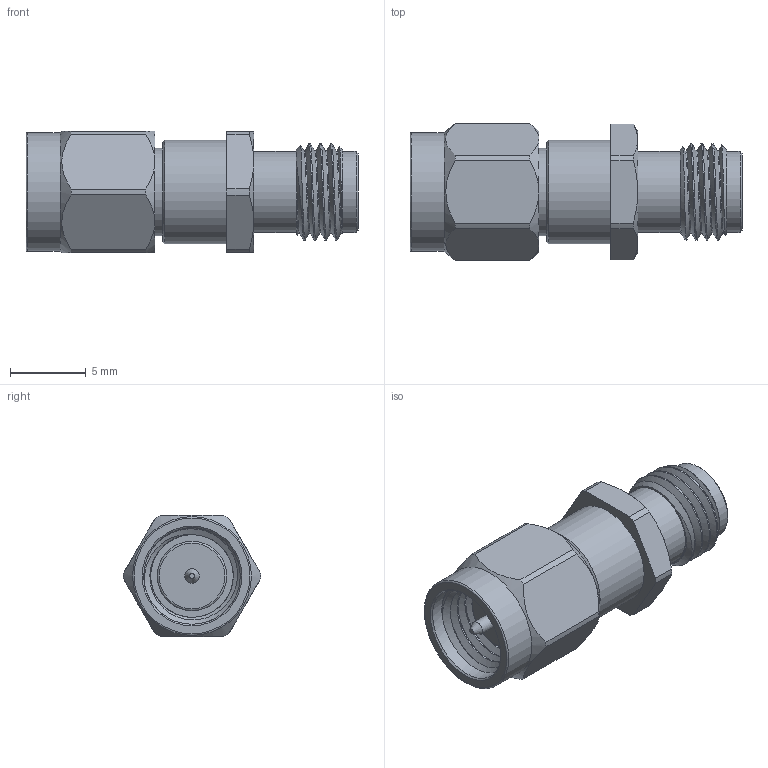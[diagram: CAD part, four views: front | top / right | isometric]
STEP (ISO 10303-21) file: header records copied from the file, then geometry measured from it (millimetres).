
FILE_DESCRIPTION (( 'STEP AP203' ), '1' );
FILE_NAME ('SD3244_3D.step', '2022-01-17T19:08:48', ( '' ), ( '' ), 'SwSTEP 2.0', 'SolidWorks 2021', '' );
FILE_SCHEMA (( 'CONFIG_CONTROL_DESIGN' ));
Length unit declared in the file: inch
Products named in the file (1): SD3244_3D
Bounding box: 21.84 x 9.02 x 8 mm (x, y, z)
Volume: 739.7 mm3; surface area: 903.2 mm2
Topology: 1 solids, 1 shells, 85 faces, 190 edges, 119 vertices
Faces by surface type: plane 26, cylinder 26, cone 25, bspline 6, torus 2
Full cylindrical faces by diameter (mm): 0.94 x1, 1.194 x1, 4.521 x1, 4.572 x1, 5.334 x2, 5.78 x1, 6.034 x1, 6.35 x1, 6.623 x1, 6.796 x1, 7.812 x1
Entity records: 5224 total; most frequent: CARTESIAN_POINT 3476, DIRECTION 340, ORIENTED_EDGE 318, EDGE_CURVE 159, AXIS2_PLACEMENT_3D 155, EDGE_LOOP 119, VERTEX_POINT 112, FACE_OUTER_BOUND 98
